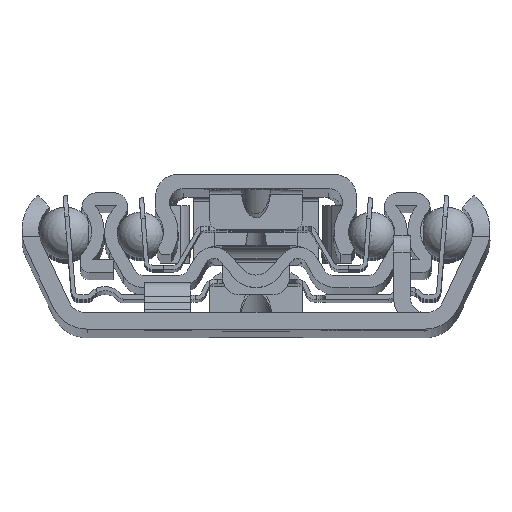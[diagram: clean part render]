
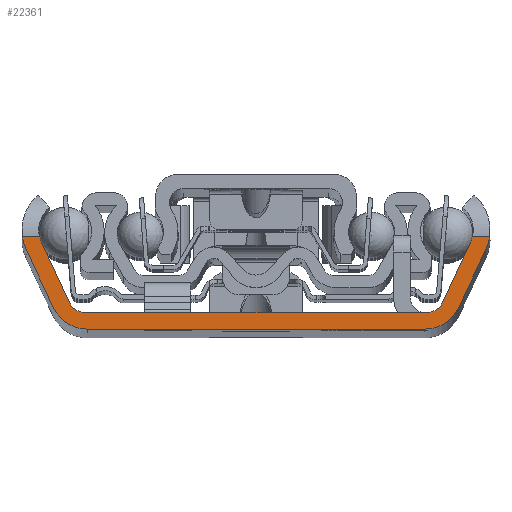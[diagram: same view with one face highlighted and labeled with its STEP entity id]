
A CAD part, top view. The second image highlights one B-rep face of the part: STEP entity #22361.
In plain terms, the highlighted planar face has unit normal (0, 0, 1).
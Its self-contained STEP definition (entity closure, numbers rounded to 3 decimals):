
#373=PLANE('',#31598);
#2284=FACE_OUTER_BOUND('',#3866,.T.);
#3866=EDGE_LOOP('',(#14018,#14019,#14020,#14021,#14022,#14023,#14024,#14025,
#14026,#14027,#14028,#14029,#14030,#14031,#14032,#14033));
#5832=VERTEX_POINT('',#45628);
#5833=VERTEX_POINT('',#45630);
#5867=VERTEX_POINT('',#45726);
#5868=VERTEX_POINT('',#45727);
#5967=VERTEX_POINT('',#46070);
#5969=VERTEX_POINT('',#46085);
#5971=VERTEX_POINT('',#46099);
#5973=VERTEX_POINT('',#46112);
#5974=VERTEX_POINT('',#46127);
#5980=VERTEX_POINT('',#46152);
#5981=VERTEX_POINT('',#46154);
#5982=VERTEX_POINT('',#46157);
#5983=VERTEX_POINT('',#46159);
#5984=VERTEX_POINT('',#46162);
#5985=VERTEX_POINT('',#46164);
#5986=VERTEX_POINT('',#46167);
#8906=EDGE_CURVE('',#5832,#5833,#25714,.T.);
#8943=EDGE_CURVE('',#5867,#5868,#25740,.T.);
#9117=EDGE_CURVE('',#5967,#5969,#25870,.T.);
#9121=EDGE_CURVE('',#5971,#5973,#25871,.T.);
#9122=EDGE_CURVE('',#5971,#5974,#23990,.T.);
#9130=EDGE_CURVE('',#5980,#5973,#23992,.T.);
#9131=EDGE_CURVE('',#5981,#5980,#25876,.T.);
#9132=EDGE_CURVE('',#5833,#5981,#23993,.T.);
#9133=EDGE_CURVE('',#5982,#5832,#23994,.T.);
#9134=EDGE_CURVE('',#5983,#5982,#25877,.T.);
#9135=EDGE_CURVE('',#5967,#5983,#23995,.T.);
#9136=EDGE_CURVE('',#5984,#5969,#23996,.T.);
#9137=EDGE_CURVE('',#5985,#5984,#25878,.T.);
#9138=EDGE_CURVE('',#5868,#5985,#23997,.T.);
#9139=EDGE_CURVE('',#5986,#5867,#23998,.T.);
#9140=EDGE_CURVE('',#5974,#5986,#25879,.T.);
#14018=ORIENTED_EDGE('',*,*,#9121,.T.);
#14019=ORIENTED_EDGE('',*,*,#9130,.F.);
#14020=ORIENTED_EDGE('',*,*,#9131,.F.);
#14021=ORIENTED_EDGE('',*,*,#9132,.F.);
#14022=ORIENTED_EDGE('',*,*,#8906,.F.);
#14023=ORIENTED_EDGE('',*,*,#9133,.F.);
#14024=ORIENTED_EDGE('',*,*,#9134,.F.);
#14025=ORIENTED_EDGE('',*,*,#9135,.F.);
#14026=ORIENTED_EDGE('',*,*,#9117,.T.);
#14027=ORIENTED_EDGE('',*,*,#9136,.F.);
#14028=ORIENTED_EDGE('',*,*,#9137,.F.);
#14029=ORIENTED_EDGE('',*,*,#9138,.F.);
#14030=ORIENTED_EDGE('',*,*,#8943,.F.);
#14031=ORIENTED_EDGE('',*,*,#9139,.F.);
#14032=ORIENTED_EDGE('',*,*,#9140,.F.);
#14033=ORIENTED_EDGE('',*,*,#9122,.F.);
#22361=ADVANCED_FACE('',(#2284),#373,.T.);
#23990=CIRCLE('',#31594,3.5);
#23992=CIRCLE('',#31599,5.5);
#23993=CIRCLE('',#31600,4.5);
#23994=CIRCLE('',#31601,4.5);
#23995=CIRCLE('',#31602,5.5);
#23996=CIRCLE('',#31603,3.5);
#23997=CIRCLE('',#31604,2.);
#23998=CIRCLE('',#31605,2.);
#25714=LINE('',#45631,#28536);
#25740=LINE('',#45728,#28562);
#25870=LINE('',#46096,#28692);
#25871=LINE('',#46125,#28693);
#25876=LINE('',#46155,#28698);
#25877=LINE('',#46160,#28699);
#25878=LINE('',#46165,#28700);
#25879=LINE('',#46169,#28701);
#28536=VECTOR('',#35144,40.199);
#28562=VECTOR('',#35194,40.836);
#28692=VECTOR('',#35554,2.034);
#28693=VECTOR('',#35559,2.034);
#28698=VECTOR('',#35578,7.588);
#28699=VECTOR('',#35583,7.588);
#28700=VECTOR('',#35588,7.907);
#28701=VECTOR('',#35593,7.907);
#31594=AXIS2_PLACEMENT_3D('',#46128,#35562,#35563);
#31598=AXIS2_PLACEMENT_3D('',#46151,#35574,#35575);
#31599=AXIS2_PLACEMENT_3D('',#46153,#35576,#35577);
#31600=AXIS2_PLACEMENT_3D('',#46156,#35579,#35580);
#31601=AXIS2_PLACEMENT_3D('',#46158,#35581,#35582);
#31602=AXIS2_PLACEMENT_3D('',#46161,#35584,#35585);
#31603=AXIS2_PLACEMENT_3D('',#46163,#35586,#35587);
#31604=AXIS2_PLACEMENT_3D('',#46166,#35589,#35590);
#31605=AXIS2_PLACEMENT_3D('',#46168,#35591,#35592);
#35144=DIRECTION('',(-1.,0.,0.));
#35194=DIRECTION('',(1.,0.,0.));
#35554=DIRECTION('',(-1.,0.,0.));
#35559=DIRECTION('',(-1.,0.,0.));
#35562=DIRECTION('center_axis',(0.,0.,1.));
#35563=DIRECTION('ref_axis',(0.643,-0.766,0.));
#35574=DIRECTION('center_axis',(0.,0.,1.));
#35575=DIRECTION('ref_axis',(1.,0.,0.));
#35576=DIRECTION('center_axis',(0.,0.,-1.));
#35577=DIRECTION('ref_axis',(-0.646,0.764,0.));
#35578=DIRECTION('',(-0.423,0.906,0.));
#35579=DIRECTION('center_axis',(0.,0.,-1.));
#35580=DIRECTION('ref_axis',(-0.906,-0.423,0.));
#35581=DIRECTION('center_axis',(0.,0.,-1.));
#35582=DIRECTION('ref_axis',(0.,-1.,0.));
#35583=DIRECTION('',(-0.423,-0.906,0.));
#35584=DIRECTION('center_axis',(0.,0.,-1.));
#35585=DIRECTION('ref_axis',(0.906,-0.423,0.));
#35586=DIRECTION('center_axis',(0.,0.,1.));
#35587=DIRECTION('ref_axis',(-0.906,0.423,0.));
#35588=DIRECTION('',(0.423,0.906,0.));
#35589=DIRECTION('center_axis',(0.,0.,1.));
#35590=DIRECTION('ref_axis',(0.,1.,0.));
#35591=DIRECTION('center_axis',(0.,0.,1.));
#35592=DIRECTION('ref_axis',(0.906,0.423,0.));
#35593=DIRECTION('',(0.423,-0.906,0.));
#45628=CARTESIAN_POINT('',(20.099,0.,600.));
#45630=CARTESIAN_POINT('',(-20.099,0.,600.));
#45631=CARTESIAN_POINT('',(-20.099,0.,600.));
#45726=CARTESIAN_POINT('',(-20.418,2.,600.));
#45727=CARTESIAN_POINT('',(20.418,2.,600.));
#45728=CARTESIAN_POINT('',(20.418,2.,600.));
#46070=CARTESIAN_POINT('',(27.842,11.,600.));
#46085=CARTESIAN_POINT('',(25.807,11.,600.));
#46096=CARTESIAN_POINT('',(0.,11.,600.));
#46099=CARTESIAN_POINT('',(-25.807,11.,600.));
#46112=CARTESIAN_POINT('',(-27.842,11.,600.));
#46125=CARTESIAN_POINT('',(0.,11.,600.));
#46127=CARTESIAN_POINT('',(-25.572,10.321,600.));
#46128=CARTESIAN_POINT('Origin',(-22.4,11.8,600.));
#46151=CARTESIAN_POINT('Origin',(0.,4.283,
600.));
#46152=CARTESIAN_POINT('',(-27.385,9.476,600.));
#46153=CARTESIAN_POINT('Origin',(-22.4,11.8,600.));
#46154=CARTESIAN_POINT('',(-24.178,2.598,600.));
#46155=CARTESIAN_POINT('',(-27.385,9.476,600.));
#46156=CARTESIAN_POINT('Origin',(-20.099,4.5,600.));
#46157=CARTESIAN_POINT('',(24.178,2.598,600.));
#46158=CARTESIAN_POINT('Origin',(20.099,4.5,600.));
#46159=CARTESIAN_POINT('',(27.385,9.476,600.));
#46160=CARTESIAN_POINT('',(24.178,2.598,600.));
#46161=CARTESIAN_POINT('Origin',(22.4,11.8,600.));
#46162=CARTESIAN_POINT('',(25.572,10.321,600.));
#46163=CARTESIAN_POINT('Origin',(22.4,11.8,600.));
#46164=CARTESIAN_POINT('',(22.23,3.155,600.));
#46165=CARTESIAN_POINT('',(25.572,10.321,600.));
#46166=CARTESIAN_POINT('Origin',(20.418,4.,600.));
#46167=CARTESIAN_POINT('',(-22.23,3.155,600.));
#46168=CARTESIAN_POINT('Origin',(-20.418,4.,600.));
#46169=CARTESIAN_POINT('',(-22.23,3.155,600.));
